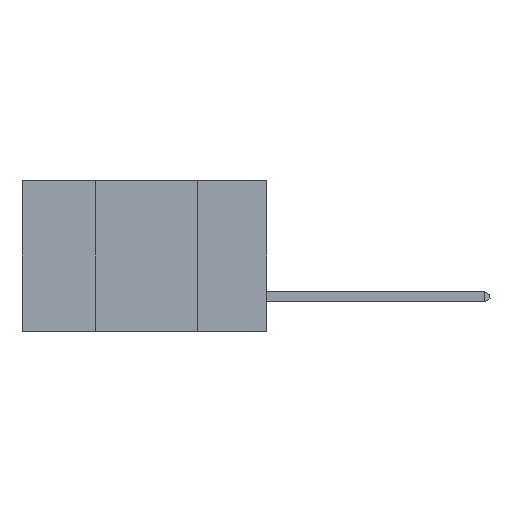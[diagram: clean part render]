
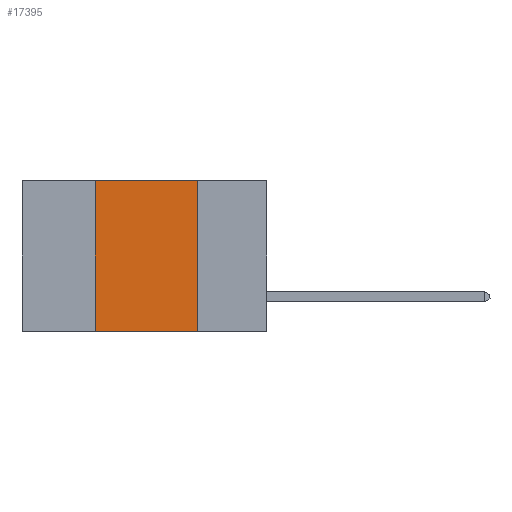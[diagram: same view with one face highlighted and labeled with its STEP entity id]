
A CAD part, left-side view. The second image highlights one B-rep face of the part: STEP entity #17395.
In plain terms, the highlighted planar face has unit normal (-1, 0, 0).
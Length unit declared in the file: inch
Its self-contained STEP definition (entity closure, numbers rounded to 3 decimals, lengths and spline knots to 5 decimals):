
#800 = DIRECTION ( 'NONE',  ( 1., 0., 0. ) ) ;
#892 = LINE ( 'NONE', #6050, #4488 ) ;
#1822 = CARTESIAN_POINT ( 'NONE',  ( 0., 0.6, -0.37 ) ) ;
#2548 = VECTOR ( 'NONE', #9789, 39.37008 ) ;
#2607 = FACE_OUTER_BOUND ( 'NONE', #17362, .T. ) ;
#2631 = CARTESIAN_POINT ( 'NONE',  ( 0., 0.17, 0. ) ) ;
#3081 = CARTESIAN_POINT ( 'NONE',  ( 0., 0.17, 0. ) ) ;
#3220 = CARTESIAN_POINT ( 'NONE',  ( 0., 0.6, 0. ) ) ;
#3434 = VECTOR ( 'NONE', #10512, 39.37008 ) ;
#3533 = EDGE_CURVE ( 'NONE', #9257, #6005, #6614, .T. ) ;
#4488 = VECTOR ( 'NONE', #17400, 39.37008 ) ;
#5220 = ORIENTED_EDGE ( 'NONE', *, *, #17105, .F. ) ;
#5989 = EDGE_CURVE ( 'NONE', #7848, #7247, #14261, .T. ) ;
#6005 = VERTEX_POINT ( 'NONE', #2631 ) ;
#6050 = CARTESIAN_POINT ( 'NONE',  ( 0., 0.42, 0. ) ) ;
#6614 = LINE ( 'NONE', #3220, #2548 ) ;
#7247 = VERTEX_POINT ( 'NONE', #14489 ) ;
#7848 = VERTEX_POINT ( 'NONE', #17096 ) ;
#8714 = ORIENTED_EDGE ( 'NONE', *, *, #3533, .F. ) ;
#8739 = AXIS2_PLACEMENT_3D ( 'NONE', #12678, #800, #11330 ) ;
#9254 = CARTESIAN_POINT ( 'NONE',  ( 0., 0.42, 0. ) ) ;
#9257 = VERTEX_POINT ( 'NONE', #9254 ) ;
#9789 = DIRECTION ( 'NONE',  ( 0., -1., 0. ) ) ;
#10512 = DIRECTION ( 'NONE',  ( 0., -1., 0. ) ) ;
#11330 = DIRECTION ( 'NONE',  ( 0., 0., -1. ) ) ;
#12015 = DIRECTION ( 'NONE',  ( 0., 0., -1. ) ) ;
#12172 = VECTOR ( 'NONE', #12015, 39.37008 ) ;
#12678 = CARTESIAN_POINT ( 'NONE',  ( 0., 0.6, 0. ) ) ;
#12899 = EDGE_CURVE ( 'NONE', #7848, #9257, #892, .T. ) ;
#14114 = PLANE ( 'NONE',  #8739 ) ;
#14261 = LINE ( 'NONE', #1822, #3434 ) ;
#14489 = CARTESIAN_POINT ( 'NONE',  ( 0., 0.17, -0.37 ) ) ;
#15854 = LINE ( 'NONE', #3081, #12172 ) ;
#16232 = ORIENTED_EDGE ( 'NONE', *, *, #12899, .F. ) ;
#17096 = CARTESIAN_POINT ( 'NONE',  ( 0., 0.42, -0.37 ) ) ;
#17105 = EDGE_CURVE ( 'NONE', #6005, #7247, #15854, .T. ) ;
#17362 = EDGE_LOOP ( 'NONE', ( #5220, #8714, #16232, #18117 ) ) ;
#17395 = ADVANCED_FACE ( 'NONE', ( #2607 ), #14114, .F. ) ;
#17400 = DIRECTION ( 'NONE',  ( 0., 0., 1. ) ) ;
#18117 = ORIENTED_EDGE ( 'NONE', *, *, #5989, .T. ) ;
